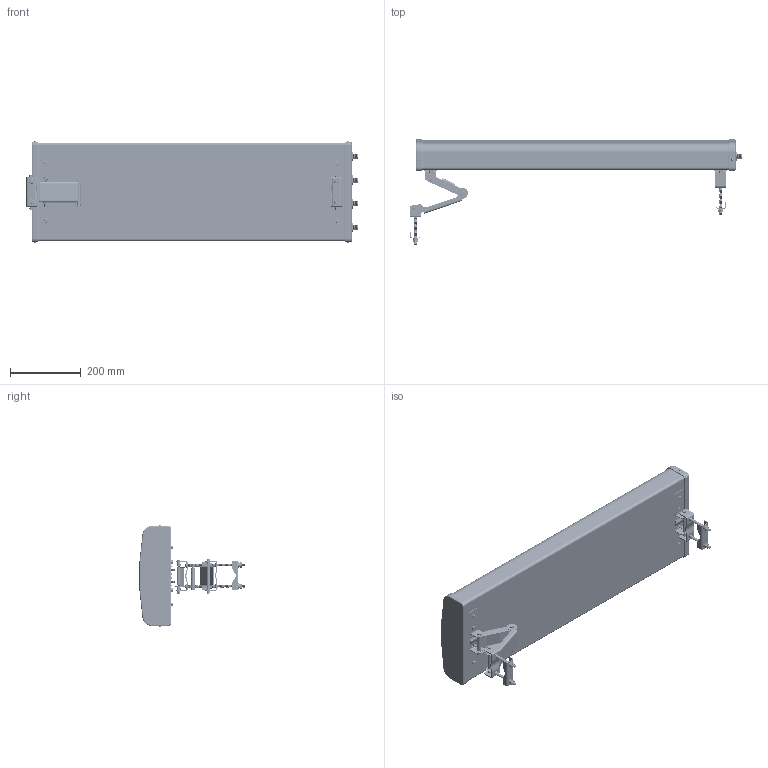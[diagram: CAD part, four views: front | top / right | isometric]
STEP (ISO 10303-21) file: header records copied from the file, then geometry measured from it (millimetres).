
FILE_DESCRIPTION (( 'STEP AP214' ), '1' );
FILE_NAME ('HG2416SXP-090.STEP', '2013-08-28T15:49:06', ( 'L-Com' ), ( 'L-Com Global Connectivity' ), 'SwSTEP 2.0', 'SolidWorks 2012', '' );
FILE_SCHEMA (( 'AUTOMOTIVE_DESIGN' ));
Length unit declared in the file: inch
Products named in the file (6): HG2416SXP-090_Bracket-3; HG2416SXP-090_Bracket-4; HG2416SXP-090_Bracket-2; HG2416SXP-090_Bracket-1; HG2416SXP-090_ANTENNA; HG2416SXP-090
Assembly tree (7 placements, depth 2):
  HG2416SXP-090
    HG2416SXP-090_ANTENNA
    HG2416SXP-090_Bracket-1
    HG2416SXP-090_Bracket-2
    HG2416SXP-090_Bracket-4  x2
    HG2416SXP-090_Bracket-3  x2
Bounding box: 937.33 x 297.15 x 287.72 mm (x, y, z)
Volume: 20154149.1 mm3; surface area: 816231.5 mm2
Topology: 13 solids, 25 shells, 5630 faces, 11996 edges, 6568 vertices
Faces by surface type: cone 4222, plane 796, cylinder 375, torus 173, bspline 64
Entity records: 145674 total; most frequent: CARTESIAN_POINT 24797, DIRECTION 20004, ORIENTED_EDGE 17344, EDGE_CURVE 8672, AXIS2_PLACEMENT_3D 7733, VERTEX_POINT 4810, VECTOR 4538, LINE 4538
